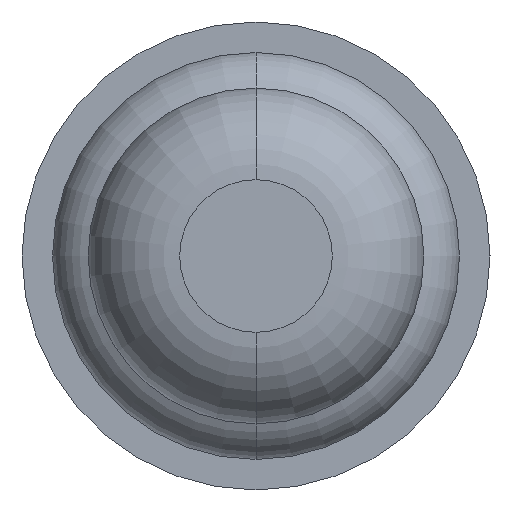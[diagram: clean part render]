
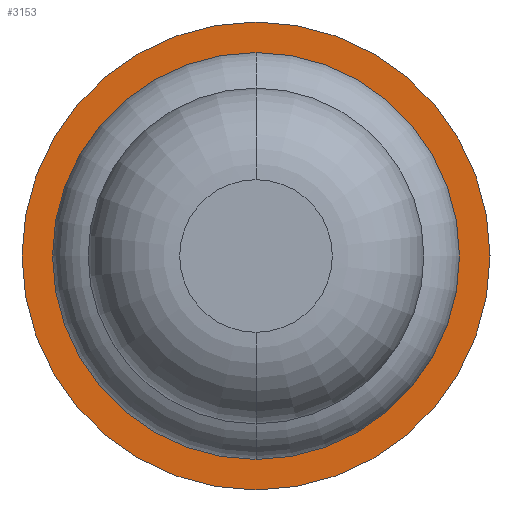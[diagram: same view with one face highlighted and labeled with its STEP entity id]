
A CAD part, front view. The second image highlights one B-rep face of the part: STEP entity #3153.
In plain terms, the highlighted planar face has unit normal (0, -1, 0).
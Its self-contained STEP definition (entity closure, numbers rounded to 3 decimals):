
#423 = ORIENTED_EDGE ( 'NONE', *, *, #1101, .F. ) ;
#486 = CIRCLE ( 'NONE', #4119, 0.5 ) ;
#502 = PLANE ( 'NONE',  #1782 ) ;
#518 = EDGE_CURVE ( 'Defeature ausgef�hrt1_11+Defeature ausgef�hrt1_9+Defeature ausgef�hrt1_9+Defeature ausgef�hrt1_9', #3847, #681, #486, .T. ) ;
#681 = VERTEX_POINT ( 'NONE', #2719 ) ;
#1101 = EDGE_CURVE ( 'Defeature ausgef�hrt1_10+Defeature ausgef�hrt1_11+Defeature ausgef�hrt1_11+Defeature ausgef�hrt1_11', #2001, #1359, #3837, .T. ) ;
#1107 = EDGE_CURVE ( 'Defeature ausgef�hrt1_10+Defeature ausgef�hrt1_11+Defeature ausgef�hrt1_11+Defeature ausgef�hrt1_11', #1359, #2001, #3626, .T. ) ;
#1134 = DIRECTION ( 'NONE',  ( 0., 0., 1. ) ) ;
#1359 = VERTEX_POINT ( 'NONE', #3261 ) ;
#1368 = FACE_OUTER_BOUND ( 'NONE', #4030, .T. ) ;
#1452 = DIRECTION ( 'NONE',  ( 0., 1., 0. ) ) ;
#1654 = CARTESIAN_POINT ( 'NONE',  ( 0., 5.3, -1.15 ) ) ;
#1782 = AXIS2_PLACEMENT_3D ( 'NONE', #2151, #2489, #2518 ) ;
#1910 = ORIENTED_EDGE ( 'NONE', *, *, #518, .T. ) ;
#2001 = VERTEX_POINT ( 'NONE', #1654 ) ;
#2100 = AXIS2_PLACEMENT_3D ( 'NONE', #3759, #3462, #4136 ) ;
#2151 = CARTESIAN_POINT ( 'NONE',  ( -1.15, 5.3, 0. ) ) ;
#2231 = CARTESIAN_POINT ( 'NONE',  ( 0., 5.3, -0.5 ) ) ;
#2489 = DIRECTION ( 'NONE',  ( 0., -1., 0. ) ) ;
#2518 = DIRECTION ( 'NONE',  ( 0., 0., -1. ) ) ;
#2569 = CIRCLE ( 'NONE', #3106, 0.5 ) ;
#2679 = FACE_BOUND ( 'NONE', #3225, .T. ) ;
#2719 = CARTESIAN_POINT ( 'NONE',  ( 0., 5.3, 0.5 ) ) ;
#2758 = CARTESIAN_POINT ( 'NONE',  ( 0., 5.3, 0. ) ) ;
#2988 = DIRECTION ( 'NONE',  ( 0., 0., 1. ) ) ;
#3070 = ORIENTED_EDGE ( 'NONE', *, *, #4080, .T. ) ;
#3106 = AXIS2_PLACEMENT_3D ( 'NONE', #3342, #4003, #4340 ) ;
#3153 = ADVANCED_FACE ( 'Defeature ausgef�hrt1_11', ( #2679, #1368 ), #502, .T. ) ;
#3225 = EDGE_LOOP ( 'NONE', ( #3070, #1910 ) ) ;
#3261 = CARTESIAN_POINT ( 'NONE',  ( 0., 5.3, 1.15 ) ) ;
#3342 = CARTESIAN_POINT ( 'NONE',  ( 0., 5.3, 0. ) ) ;
#3462 = DIRECTION ( 'NONE',  ( 0., 1., 0. ) ) ;
#3626 = CIRCLE ( 'NONE', #3805, 1.15 ) ;
#3759 = CARTESIAN_POINT ( 'NONE',  ( 0., 5.3, 0. ) ) ;
#3805 = AXIS2_PLACEMENT_3D ( 'NONE', #2758, #1452, #1134 ) ;
#3837 = CIRCLE ( 'NONE', #2100, 1.15 ) ;
#3847 = VERTEX_POINT ( 'NONE', #2231 ) ;
#3977 = ORIENTED_EDGE ( 'NONE', *, *, #1107, .F. ) ;
#4003 = DIRECTION ( 'NONE',  ( 0., 1., 0. ) ) ;
#4030 = EDGE_LOOP ( 'NONE', ( #3977, #423 ) ) ;
#4080 = EDGE_CURVE ( 'Defeature ausgef�hrt1_11+Defeature ausgef�hrt1_9+Defeature ausgef�hrt1_9+Defeature ausgef�hrt1_9', #681, #3847, #2569, .T. ) ;
#4119 = AXIS2_PLACEMENT_3D ( 'NONE', #4315, #4277, #2988 ) ;
#4136 = DIRECTION ( 'NONE',  ( 0., 0., 1. ) ) ;
#4277 = DIRECTION ( 'NONE',  ( 0., 1., 0. ) ) ;
#4315 = CARTESIAN_POINT ( 'NONE',  ( 0., 5.3, 0. ) ) ;
#4340 = DIRECTION ( 'NONE',  ( 0., 0., 1. ) ) ;
